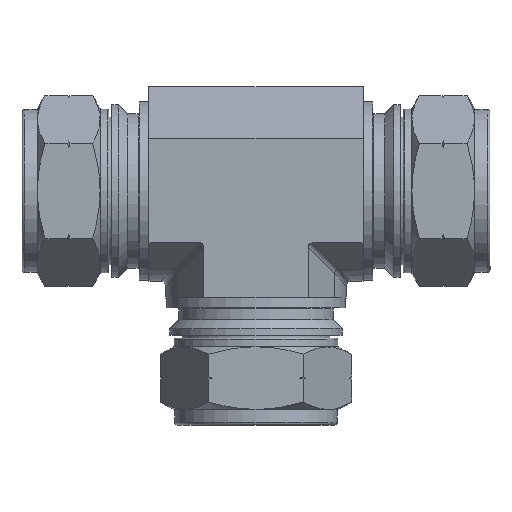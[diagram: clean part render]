
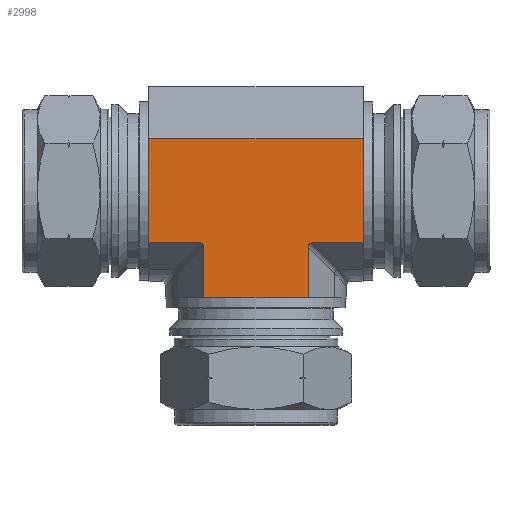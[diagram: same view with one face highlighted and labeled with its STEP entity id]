
A CAD part, top view. The second image highlights one B-rep face of the part: STEP entity #2998.
In plain terms, the highlighted planar face has unit normal (0, 0, 1).
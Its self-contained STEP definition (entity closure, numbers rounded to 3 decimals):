
#21=ELLIPSE('',#3344,1.291,1.);
#28=ELLIPSE('',#3362,1.291,1.);
#522=FACE_OUTER_BOUND('',#739,.T.);
#739=EDGE_LOOP('',(#2678,#2679,#2680,#2681,#2682,#2683,#2684,#2685,#2686,
#2687));
#854=LINE('',#5357,#986);
#862=LINE('',#5414,#994);
#867=LINE('',#5425,#999);
#868=LINE('',#5430,#1000);
#869=LINE('',#5432,#1001);
#870=LINE('',#5434,#1002);
#871=LINE('',#5436,#1003);
#872=LINE('',#5437,#1004);
#986=VECTOR('',#4126,10.);
#994=VECTOR('',#4152,10.);
#999=VECTOR('',#4165,10.);
#1000=VECTOR('',#4170,10.);
#1001=VECTOR('',#4171,10.);
#1002=VECTOR('',#4172,10.);
#1003=VECTOR('',#4173,10.);
#1004=VECTOR('',#4174,10.);
#1397=VERTEX_POINT('',#5296);
#1398=VERTEX_POINT('',#5297);
#1408=VERTEX_POINT('',#5356);
#1415=VERTEX_POINT('',#5404);
#1416=VERTEX_POINT('',#5406);
#1418=VERTEX_POINT('',#5412);
#1422=VERTEX_POINT('',#5429);
#1423=VERTEX_POINT('',#5431);
#1424=VERTEX_POINT('',#5433);
#1425=VERTEX_POINT('',#5435);
#1812=EDGE_CURVE('',#1397,#1398,#21,.T.);
#1827=EDGE_CURVE('',#1408,#1398,#854,.T.);
#1837=EDGE_CURVE('',#1415,#1416,#28,.T.);
#1841=EDGE_CURVE('',#1418,#1415,#862,.T.);
#1847=EDGE_CURVE('',#1418,#1408,#867,.T.);
#1849=EDGE_CURVE('',#1397,#1422,#868,.T.);
#1850=EDGE_CURVE('',#1423,#1422,#869,.T.);
#1851=EDGE_CURVE('',#1424,#1423,#870,.T.);
#1852=EDGE_CURVE('',#1424,#1425,#871,.T.);
#1853=EDGE_CURVE('',#1425,#1416,#872,.T.);
#2678=ORIENTED_EDGE('',*,*,#1849,.T.);
#2679=ORIENTED_EDGE('',*,*,#1850,.F.);
#2680=ORIENTED_EDGE('',*,*,#1851,.F.);
#2681=ORIENTED_EDGE('',*,*,#1852,.T.);
#2682=ORIENTED_EDGE('',*,*,#1853,.T.);
#2683=ORIENTED_EDGE('',*,*,#1837,.F.);
#2684=ORIENTED_EDGE('',*,*,#1841,.F.);
#2685=ORIENTED_EDGE('',*,*,#1847,.T.);
#2686=ORIENTED_EDGE('',*,*,#1827,.T.);
#2687=ORIENTED_EDGE('',*,*,#1812,.F.);
#2808=PLANE('',#3369);
#2998=ADVANCED_FACE('',(#522),#2808,.T.);
#3344=AXIS2_PLACEMENT_3D('',#5298,#4096,#4097);
#3362=AXIS2_PLACEMENT_3D('',#5407,#4145,#4146);
#3369=AXIS2_PLACEMENT_3D('',#5428,#4168,#4169);
#4096=DIRECTION('center_axis',(0.,0.,
1.));
#4097=DIRECTION('ref_axis',(-0.707,0.707,0.));
#4126=DIRECTION('',(0.,1.,0.));
#4145=DIRECTION('center_axis',(0.,0.,
1.));
#4146=DIRECTION('ref_axis',(0.707,0.707,0.));
#4152=DIRECTION('',(0.,1.,0.));
#4165=DIRECTION('',(1.,0.,0.));
#4168=DIRECTION('center_axis',(0.,0.,
1.));
#4169=DIRECTION('ref_axis',(0.,-1.,0.));
#4170=DIRECTION('',(1.,0.,0.));
#4171=DIRECTION('',(0.,-1.,0.));
#4172=DIRECTION('',(1.,0.,0.));
#4173=DIRECTION('',(0.,-1.,0.));
#4174=DIRECTION('',(1.,0.,0.));
#5296=CARTESIAN_POINT('',(10.941,-10.075,17.45));
#5297=CARTESIAN_POINT('',(10.075,-10.941,17.45));
#5298=CARTESIAN_POINT('Origin',(11.229,-11.229,17.45));
#5356=CARTESIAN_POINT('',(10.075,-20.7,17.45));
#5357=CARTESIAN_POINT('',(10.075,-20.7,17.45));
#5404=CARTESIAN_POINT('',(-10.075,-10.941,17.45));
#5406=CARTESIAN_POINT('',(-10.941,-10.075,17.45));
#5407=CARTESIAN_POINT('Origin',(-11.229,-11.229,17.45));
#5412=CARTESIAN_POINT('',(-10.075,-20.7,17.45));
#5414=CARTESIAN_POINT('',(-10.075,-20.7,17.45));
#5425=CARTESIAN_POINT('',(-10.075,-20.7,17.45));
#5428=CARTESIAN_POINT('Origin',(-20.7,10.075,17.45));
#5429=CARTESIAN_POINT('',(20.7,-10.075,17.45));
#5430=CARTESIAN_POINT('',(-20.7,-10.075,17.45));
#5431=CARTESIAN_POINT('',(20.7,10.075,17.45));
#5432=CARTESIAN_POINT('',(20.7,5.712,17.45));
#5433=CARTESIAN_POINT('',(-20.7,10.075,17.45));
#5434=CARTESIAN_POINT('',(-20.7,10.075,17.45));
#5435=CARTESIAN_POINT('',(-20.7,-10.075,17.45));
#5436=CARTESIAN_POINT('',(-20.7,10.075,17.45));
#5437=CARTESIAN_POINT('',(-20.7,-10.075,17.45));
